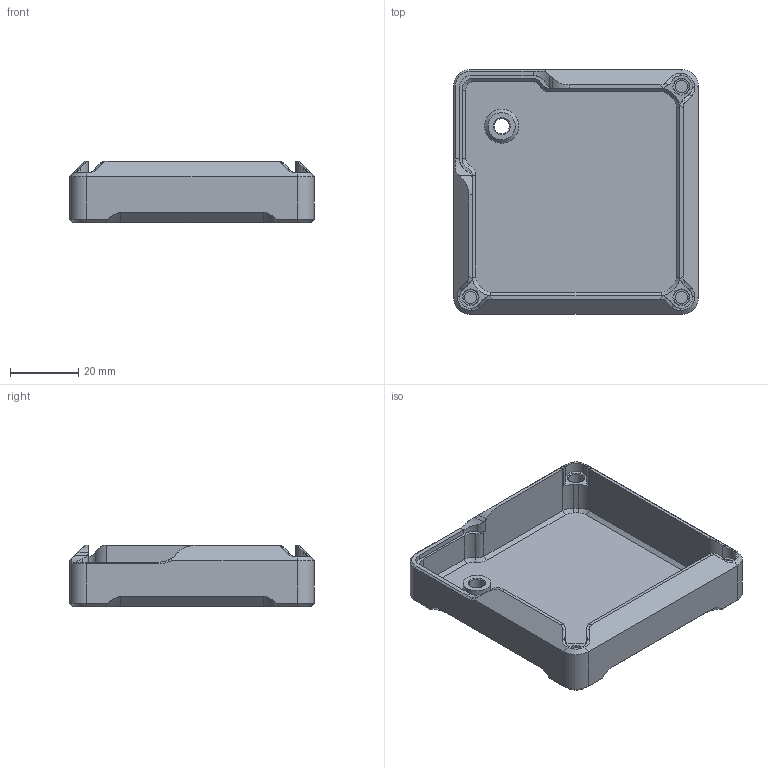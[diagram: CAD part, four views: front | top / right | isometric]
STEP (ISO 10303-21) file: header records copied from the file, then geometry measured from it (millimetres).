
FILE_DESCRIPTION(('FreeCAD Model'),'2;1');
FILE_NAME('Open CASCADE Shape Model','2023-04-27T13:46:01',(''),(''), 'Open CASCADE STEP processor 7.6','FreeCAD','Unknown');
FILE_SCHEMA(('AUTOMOTIVE_DESIGN { 1 0 10303 214 1 1 1 1 }'));
Length unit declared in the file: millimetre
Products named in the file (1): case
Bounding box: 72 x 72 x 18 mm (x, y, z)
Volume: 26809.7 mm3; surface area: 18136.6 mm2
Topology: 1 solids, 1 shells, 161 faces, 410 edges, 258 vertices
Faces by surface type: plane 73, cylinder 47, cone 35, extrusion 6
Full cylindrical faces by diameter (mm): 3.6 x3, 4.5 x4, 8 x1
Entity records: 5407 total; most frequent: CARTESIAN_POINT 1418, DIRECTION 855, ORIENTED_EDGE 820, EDGE_CURVE 410, AXIS2_PLACEMENT_3D 313, VERTEX_POINT 258, VECTOR 229, LINE 223
